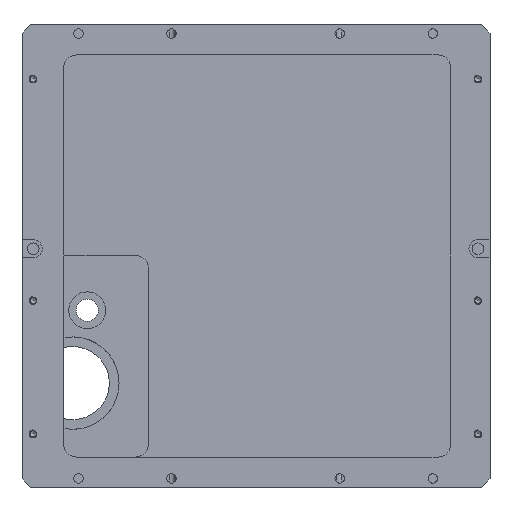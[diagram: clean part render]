
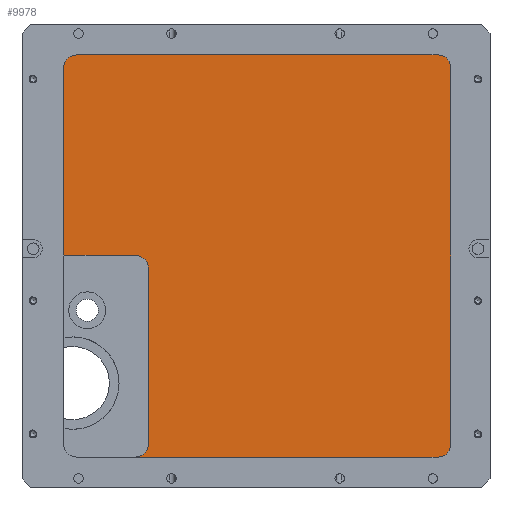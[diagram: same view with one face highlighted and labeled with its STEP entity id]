
A CAD part, front view. The second image highlights one B-rep face of the part: STEP entity #9978.
In plain terms, the highlighted planar face has unit normal (0, -1, 0).
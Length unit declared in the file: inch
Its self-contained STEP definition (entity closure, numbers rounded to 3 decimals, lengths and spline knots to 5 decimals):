
#170=PLANE('',#10755);
#504=CIRCLE('',#10676,0.22);
#505=CIRCLE('',#10681,0.22);
#506=CIRCLE('',#10684,0.22);
#539=CIRCLE('',#10746,0.22);
#541=CIRCLE('',#10750,0.22);
#543=CIRCLE('',#10754,0.22);
#1004=FACE_OUTER_BOUND('',#1581,.T.);
#1581=EDGE_LOOP('',(#8286,#8287,#8288,#8289,#8290,#8291,#8292,#8293,#8294,
#8295,#8296,#8297));
#2502=LINE('',#24908,#3325);
#2505=LINE('',#24916,#3328);
#2514=LINE('',#24936,#3337);
#2516=LINE('',#24943,#3339);
#2663=LINE('',#25295,#3486);
#2667=LINE('',#25307,#3490);
#3325=VECTOR('',#12428,0.3937);
#3328=VECTOR('',#12437,0.3937);
#3337=VECTOR('',#12460,0.3937);
#3339=VECTOR('',#12468,0.3937);
#3486=VECTOR('',#12725,0.3937);
#3490=VECTOR('',#12737,0.3937);
#4403=VERTEX_POINT('',#24896);
#4404=VERTEX_POINT('',#24897);
#4405=VERTEX_POINT('',#24907);
#4406=VERTEX_POINT('',#24911);
#4407=VERTEX_POINT('',#24915);
#4408=VERTEX_POINT('',#24919);
#4411=VERTEX_POINT('',#24934);
#4413=VERTEX_POINT('',#24942);
#4561=VERTEX_POINT('',#25287);
#4563=VERTEX_POINT('',#25293);
#4565=VERTEX_POINT('',#25299);
#4567=VERTEX_POINT('',#25305);
#5691=EDGE_CURVE('',#4403,#4404,#504,.T.);
#5697=EDGE_CURVE('',#4405,#4403,#2502,.T.);
#5699=EDGE_CURVE('',#4406,#4405,#505,.T.);
#5701=EDGE_CURVE('',#4407,#4406,#2505,.T.);
#5703=EDGE_CURVE('',#4408,#4407,#506,.T.);
#5711=EDGE_CURVE('',#4411,#4404,#2514,.T.);
#5714=EDGE_CURVE('',#4408,#4413,#2516,.T.);
#5890=EDGE_CURVE('',#4561,#4411,#539,.T.);
#5893=EDGE_CURVE('',#4563,#4561,#2663,.T.);
#5896=EDGE_CURVE('',#4565,#4563,#541,.T.);
#5899=EDGE_CURVE('',#4567,#4565,#2667,.T.);
#5901=EDGE_CURVE('',#4413,#4567,#543,.T.);
#8286=ORIENTED_EDGE('',*,*,#5691,.T.);
#8287=ORIENTED_EDGE('',*,*,#5711,.F.);
#8288=ORIENTED_EDGE('',*,*,#5890,.F.);
#8289=ORIENTED_EDGE('',*,*,#5893,.F.);
#8290=ORIENTED_EDGE('',*,*,#5896,.F.);
#8291=ORIENTED_EDGE('',*,*,#5899,.F.);
#8292=ORIENTED_EDGE('',*,*,#5901,.F.);
#8293=ORIENTED_EDGE('',*,*,#5714,.F.);
#8294=ORIENTED_EDGE('',*,*,#5703,.T.);
#8295=ORIENTED_EDGE('',*,*,#5701,.T.);
#8296=ORIENTED_EDGE('',*,*,#5699,.T.);
#8297=ORIENTED_EDGE('',*,*,#5697,.T.);
#9978=ADVANCED_FACE('',(#1004),#170,.F.);
#10676=AXIS2_PLACEMENT_3D('',#24898,#12415,#12416);
#10681=AXIS2_PLACEMENT_3D('',#24912,#12432,#12433);
#10684=AXIS2_PLACEMENT_3D('',#24920,#12441,#12442);
#10746=AXIS2_PLACEMENT_3D('',#25289,#12719,#12720);
#10750=AXIS2_PLACEMENT_3D('',#25301,#12731,#12732);
#10754=AXIS2_PLACEMENT_3D('',#25310,#12742,#12743);
#10755=AXIS2_PLACEMENT_3D('',#25311,#12744,#12745);
#12415=DIRECTION('center_axis',(0.,1.,0.));
#12416=DIRECTION('ref_axis',(0.,0.,-1.));
#12428=DIRECTION('',(0.,0.,-1.));
#12432=DIRECTION('center_axis',(0.,1.,0.));
#12433=DIRECTION('ref_axis',(1.,0.,0.));
#12437=DIRECTION('',(1.,0.,0.));
#12441=DIRECTION('center_axis',(0.,1.,0.));
#12442=DIRECTION('ref_axis',(0.,0.,1.));
#12460=DIRECTION('',(-1.,0.,0.));
#12468=DIRECTION('',(0.,0.,1.));
#12719=DIRECTION('center_axis',(0.,1.,0.));
#12720=DIRECTION('ref_axis',(1.,0.,0.));
#12725=DIRECTION('',(0.,0.,-1.));
#12731=DIRECTION('center_axis',(0.,1.,0.));
#12732=DIRECTION('ref_axis',(0.,0.,1.));
#12737=DIRECTION('',(1.,0.,0.));
#12742=DIRECTION('center_axis',(0.,1.,0.));
#12743=DIRECTION('ref_axis',(-1.,0.,0.));
#12744=DIRECTION('center_axis',(0.,1.,0.));
#12745=DIRECTION('ref_axis',(1.,0.,0.));
#24896=CARTESIAN_POINT('',(-15.49052,0.375,-3.69932));
#24897=CARTESIAN_POINT('',(-15.71052,0.375,-3.91932));
#24898=CARTESIAN_POINT('Origin',(-15.71052,0.375,-3.69932));
#24907=CARTESIAN_POINT('',(-15.49052,0.375,-0.64932));
#24908=CARTESIAN_POINT('',(-15.49052,0.375,-0.54432));
#24911=CARTESIAN_POINT('',(-15.71052,0.375,-0.42932));
#24912=CARTESIAN_POINT('Origin',(-15.71052,0.375,-0.64932));
#24915=CARTESIAN_POINT('',(-16.93687,0.375,-0.42932));
#24916=CARTESIAN_POINT('',(-15.27084,0.375,-0.42932));
#24919=CARTESIAN_POINT('',(-16.95411,0.375,-0.43));
#24920=CARTESIAN_POINT('Origin',(-16.93687,0.375,-0.64932));
#24934=CARTESIAN_POINT('',(-10.47552,0.375,-3.91932));
#24936=CARTESIAN_POINT('',(-10.25552,0.375,-3.91932));
#24942=CARTESIAN_POINT('',(-16.95411,0.375,2.82068));
#24943=CARTESIAN_POINT('',(-16.95411,0.375,-3.91932));
#25287=CARTESIAN_POINT('',(-10.25552,0.375,-3.69932));
#25289=CARTESIAN_POINT('Origin',(-10.47552,0.375,-3.69932));
#25293=CARTESIAN_POINT('',(-10.25552,0.375,2.82068));
#25295=CARTESIAN_POINT('',(-10.25552,0.375,2.82068));
#25299=CARTESIAN_POINT('',(-10.47552,0.375,3.04068));
#25301=CARTESIAN_POINT('Origin',(-10.47552,0.375,2.82068));
#25305=CARTESIAN_POINT('',(-16.73411,0.375,3.04068));
#25307=CARTESIAN_POINT('',(-16.73411,0.375,3.04068));
#25310=CARTESIAN_POINT('Origin',(-16.73411,0.375,2.82068));
#25311=CARTESIAN_POINT('Origin',(-13.60481,0.375,-0.43932));
